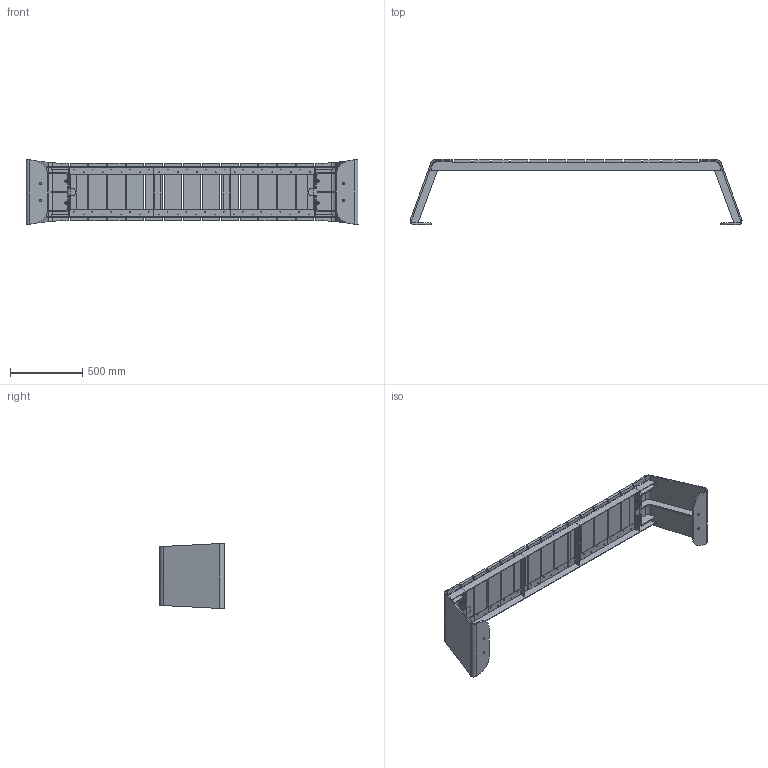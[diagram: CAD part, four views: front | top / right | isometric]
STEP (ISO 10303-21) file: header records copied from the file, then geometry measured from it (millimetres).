
FILE_DESCRIPTION (( 'STEP AP203' ), '1' );
FILE_NAME ('DUBE.2300S.STEP', '2021-09-06T12:02:40', ( '' ), ( '' ), 'SwSTEP 2.0', 'SolidWorks 2021', '' );
FILE_SCHEMA (( 'CONFIG_CONTROL_DESIGN' ));
Length unit declared in the file: millimetre
Products named in the file (15): DUBE.2300S-Seat; DUBE.2300S-Seat RF; DUBE.2300S-Seat Endplate; DUBE.2300S-Seat Top Left; DUBE.2300S; DUBE.2300S-Leg; DUBE.2300S-Seat Top Right; DUBE.2300S-Leg Seat Mount ; DUBE.2300S-Leg Rf; hex screw gradeab_iso_ISO 4017 - M10 x 35-N; DUBE.2300S-Wood; DUBE.2300S-Seat Side; plain washer normal grade a_iso_Washer ISO 7089 - 10; hex nut style 1 gradeab_iso_ISO - 4032 - M10 - W - C
Assembly tree (43 placements, depth 3):
  DUBE.2300S
    DUBE.2300S-Seat
      DUBE.2300S-Seat Top Right
      DUBE.2300S-Seat Side  x2
      DUBE.2300S-Seat Endplate  x2
      DUBE.2300S-Seat RF  x2
      DUBE.2300S-Seat Top Left
    DUBE.2300S-Leg  x2
      DUBE.2300S-Leg
      DUBE.2300S-Leg Rf
      DUBE.2300S-Leg Seat Mount 
    plain washer normal grade a_iso_Washer ISO 7089 - 10  x8
    hex screw gradeab_iso_ISO 4017 - M10 x 35-N  x4
    hex nut style 1 gradeab_iso_ISO - 4032 - M10 - W - C  x4
    DUBE.2300S-Wood  x13
Bounding box: 2299.89 x 450.03 x 450.07 mm (x, y, z)
Volume: 21898303.1 mm3; surface area: 4197311.4 mm2
Topology: 43 solids, 43 shells, 844 faces, 1990 edges, 1236 vertices
Faces by surface type: plane 446, cylinder 296, cone 80, bspline 14, torus 8
Entity records: 14522 total; most frequent: CARTESIAN_POINT 2491, DIRECTION 2134, ORIENTED_EDGE 1910, EDGE_CURVE 955, AXIS2_PLACEMENT_3D 801, VERTEX_POINT 604, VECTOR 532, LINE 532
